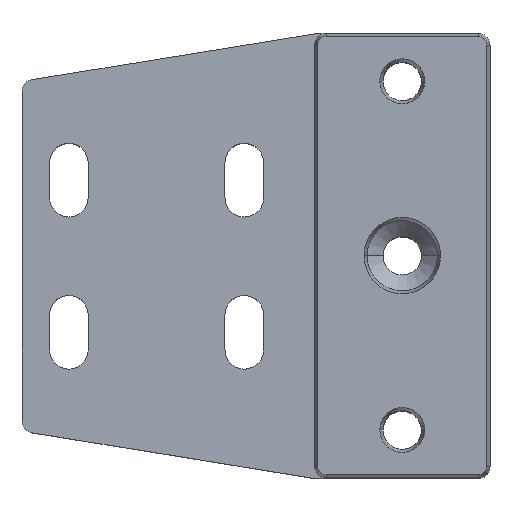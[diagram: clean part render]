
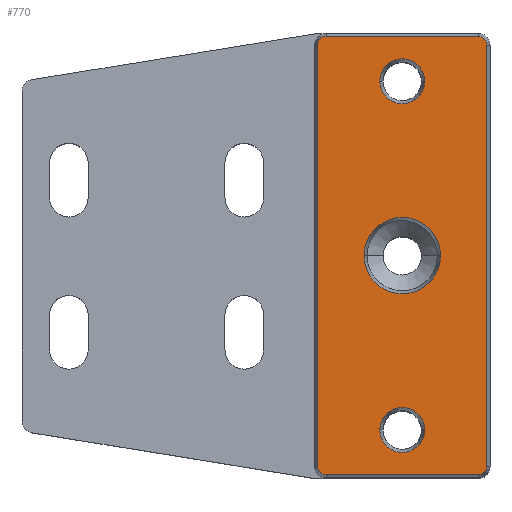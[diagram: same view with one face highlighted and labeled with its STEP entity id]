
A CAD part, top view. The second image highlights one B-rep face of the part: STEP entity #770.
In plain terms, the highlighted planar face has unit normal (0, 0, 1).
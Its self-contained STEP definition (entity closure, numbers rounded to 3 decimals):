
#12 = CARTESIAN_POINT ( 'NONE',  ( 15.665, 15.306, 37.6 ) ) ;
#27 = CIRCLE ( 'NONE', #105, 1.918 ) ;
#33 = DIRECTION ( 'NONE',  ( 1., 0., 0. ) ) ;
#50 = CIRCLE ( 'NONE', #374, 3.268 ) ;
#105 = AXIS2_PLACEMENT_3D ( 'NONE', #974, #5072, #33 ) ;
#159 = CARTESIAN_POINT ( 'NONE',  ( 10.479, 0.406, 37.6 ) ) ;
#247 = EDGE_LOOP ( 'NONE', ( #390, #4111 ) ) ;
#282 = CIRCLE ( 'NONE', #939, 0.732 ) ;
#354 = CARTESIAN_POINT ( 'NONE',  ( 17.015, 0.406, 37.6 ) ) ;
#374 = AXIS2_PLACEMENT_3D ( 'NONE', #3880, #3871, #3847 ) ;
#390 = ORIENTED_EDGE ( 'NONE', *, *, #4315, .T. ) ;
#507 = ORIENTED_EDGE ( 'NONE', *, *, #4994, .T. ) ;
#558 = ORIENTED_EDGE ( 'NONE', *, *, #2966, .T. ) ;
#597 = DIRECTION ( 'NONE',  ( 1., 0., 0. ) ) ;
#601 = CIRCLE ( 'NONE', #4799, 3.268 ) ;
#746 = EDGE_CURVE ( 'NONE', #3822, #4359, #5038, .T. ) ;
#757 = CARTESIAN_POINT ( 'NONE',  ( 11.829, 15.306, 37.6 ) ) ;
#770 = ADVANCED_FACE ( 'NONE', ( #5102, #852, #1879, #778 ), #3665, .T. ) ;
#778 = FACE_OUTER_BOUND ( 'NONE', #1578, .T. ) ;
#849 = VERTEX_POINT ( 'NONE', #757 ) ;
#852 = FACE_BOUND ( 'NONE', #4004, .T. ) ;
#859 = CARTESIAN_POINT ( 'NONE',  ( 20.247, 19.138, 37.6 ) ) ;
#884 = VECTOR ( 'NONE', #4083, 1000. ) ;
#939 = AXIS2_PLACEMENT_3D ( 'NONE', #5171, #4820, #2121 ) ;
#974 = CARTESIAN_POINT ( 'NONE',  ( 13.747, -14.494, 37.6 ) ) ;
#993 = DIRECTION ( 'NONE',  ( 0., 0., -1. ) ) ;
#1079 = DIRECTION ( 'NONE',  ( 1., 0., 0. ) ) ;
#1090 = DIRECTION ( 'NONE',  ( 0., 0., 1. ) ) ;
#1252 = VERTEX_POINT ( 'NONE', #12 ) ;
#1275 = CARTESIAN_POINT ( 'NONE',  ( 6.515, 18.406, 37.6 ) ) ;
#1320 = AXIS2_PLACEMENT_3D ( 'NONE', #3716, #2862, #4917 ) ;
#1323 = CIRCLE ( 'NONE', #3910, 0.732 ) ;
#1390 = VERTEX_POINT ( 'NONE', #4775 ) ;
#1416 = DIRECTION ( 'NONE',  ( 1., 0., 0. ) ) ;
#1430 = DIRECTION ( 'NONE',  ( 0., -1., 0. ) ) ;
#1513 = VERTEX_POINT ( 'NONE', #859 ) ;
#1559 = VERTEX_POINT ( 'NONE', #3849 ) ;
#1578 = EDGE_LOOP ( 'NONE', ( #2609, #4460, #2107, #4828, #2764, #3078, #3757, #2644 ) ) ;
#1671 = ORIENTED_EDGE ( 'NONE', *, *, #2266, .T. ) ;
#1742 = EDGE_CURVE ( 'NONE', #5156, #1559, #2379, .T. ) ;
#1758 = DIRECTION ( 'NONE',  ( -1., 0., 0. ) ) ;
#1879 = FACE_BOUND ( 'NONE', #247, .T. ) ;
#1890 = AXIS2_PLACEMENT_3D ( 'NONE', #4354, #4769, #5183 ) ;
#2071 = VERTEX_POINT ( 'NONE', #354 ) ;
#2107 = ORIENTED_EDGE ( 'NONE', *, *, #2346, .T. ) ;
#2121 = DIRECTION ( 'NONE',  ( 1., 0., 0. ) ) ;
#2180 = DIRECTION ( 'NONE',  ( 1., 0., 0. ) ) ;
#2186 = CIRCLE ( 'NONE', #4303, 0.732 ) ;
#2266 = EDGE_CURVE ( 'NONE', #3618, #4814, #27, .T. ) ;
#2271 = CARTESIAN_POINT ( 'NONE',  ( 7.247, 18.406, 37.6 ) ) ;
#2272 = VECTOR ( 'NONE', #5429, 1000. ) ;
#2277 = DIRECTION ( 'NONE',  ( 0., 0., 1. ) ) ;
#2285 = CARTESIAN_POINT ( 'NONE',  ( 7.247, -17.594, 37.6 ) ) ;
#2346 = EDGE_CURVE ( 'NONE', #1559, #4973, #282, .T. ) ;
#2354 = DIRECTION ( 'NONE',  ( 1., 0., 0. ) ) ;
#2373 = DIRECTION ( 'NONE',  ( 0., 0., -1. ) ) ;
#2379 = LINE ( 'NONE', #2621, #2272 ) ;
#2422 = CARTESIAN_POINT ( 'NONE',  ( 6.515, -17.594, 37.6 ) ) ;
#2428 = CARTESIAN_POINT ( 'NONE',  ( 11.829, -14.494, 37.6 ) ) ;
#2433 = CARTESIAN_POINT ( 'NONE',  ( 13.747, 0.406, 37.6 ) ) ;
#2600 = CIRCLE ( 'NONE', #4400, 1.918 ) ;
#2609 = ORIENTED_EDGE ( 'NONE', *, *, #5378, .T. ) ;
#2621 = CARTESIAN_POINT ( 'NONE',  ( 20.247, -18.326, 37.6 ) ) ;
#2644 = ORIENTED_EDGE ( 'NONE', *, *, #746, .T. ) ;
#2764 = ORIENTED_EDGE ( 'NONE', *, *, #3561, .T. ) ;
#2859 = CIRCLE ( 'NONE', #1890, 1.918 ) ;
#2862 = DIRECTION ( 'NONE',  ( 0., 0., -1. ) ) ;
#2865 = CARTESIAN_POINT ( 'NONE',  ( 13.747, -14.494, 37.6 ) ) ;
#2962 = VECTOR ( 'NONE', #1430, 1000. ) ;
#2966 = EDGE_CURVE ( 'NONE', #4814, #3618, #2600, .T. ) ;
#3063 = CARTESIAN_POINT ( 'NONE',  ( 20.979, 18.406, 37.6 ) ) ;
#3078 = ORIENTED_EDGE ( 'NONE', *, *, #3669, .T. ) ;
#3118 = AXIS2_PLACEMENT_3D ( 'NONE', #2271, #1090, #1079 ) ;
#3141 = ORIENTED_EDGE ( 'NONE', *, *, #4870, .T. ) ;
#3208 = CARTESIAN_POINT ( 'NONE',  ( 20.247, 18.406, 37.6 ) ) ;
#3387 = CIRCLE ( 'NONE', #1320, 1.918 ) ;
#3494 = VERTEX_POINT ( 'NONE', #159 ) ;
#3544 = CIRCLE ( 'NONE', #3118, 0.732 ) ;
#3561 = EDGE_CURVE ( 'NONE', #4528, #1513, #1323, .T. ) ;
#3618 = VERTEX_POINT ( 'NONE', #5482 ) ;
#3661 = LINE ( 'NONE', #4067, #884 ) ;
#3665 = PLANE ( 'NONE',  #4728 ) ;
#3669 = EDGE_CURVE ( 'NONE', #1513, #1390, #4496, .T. ) ;
#3716 = CARTESIAN_POINT ( 'NONE',  ( 13.747, 15.306, 37.6 ) ) ;
#3757 = ORIENTED_EDGE ( 'NONE', *, *, #5002, .T. ) ;
#3822 = VERTEX_POINT ( 'NONE', #1275 ) ;
#3847 = DIRECTION ( 'NONE',  ( 1., 0., 0. ) ) ;
#3849 = CARTESIAN_POINT ( 'NONE',  ( 20.247, -18.326, 37.6 ) ) ;
#3871 = DIRECTION ( 'NONE',  ( 0., 0., -1. ) ) ;
#3880 = CARTESIAN_POINT ( 'NONE',  ( 13.747, 0.406, 37.6 ) ) ;
#3910 = AXIS2_PLACEMENT_3D ( 'NONE', #3208, #5176, #597 ) ;
#3990 = EDGE_LOOP ( 'NONE', ( #507, #3141 ) ) ;
#4004 = EDGE_LOOP ( 'NONE', ( #1671, #558 ) ) ;
#4067 = CARTESIAN_POINT ( 'NONE',  ( 20.979, 18.406, 37.6 ) ) ;
#4083 = DIRECTION ( 'NONE',  ( 0., 1., 0. ) ) ;
#4111 = ORIENTED_EDGE ( 'NONE', *, *, #4198, .T. ) ;
#4165 = CARTESIAN_POINT ( 'NONE',  ( 20.979, -17.594, 37.6 ) ) ;
#4198 = EDGE_CURVE ( 'NONE', #849, #1252, #2859, .T. ) ;
#4269 = DIRECTION ( 'NONE',  ( 0., 0., 1. ) ) ;
#4303 = AXIS2_PLACEMENT_3D ( 'NONE', #2285, #2277, #2180 ) ;
#4315 = EDGE_CURVE ( 'NONE', #1252, #849, #3387, .T. ) ;
#4326 = DIRECTION ( 'NONE',  ( 1., 0., 0. ) ) ;
#4354 = CARTESIAN_POINT ( 'NONE',  ( 13.747, 15.306, 37.6 ) ) ;
#4359 = VERTEX_POINT ( 'NONE', #2422 ) ;
#4400 = AXIS2_PLACEMENT_3D ( 'NONE', #2865, #993, #1416 ) ;
#4457 = CARTESIAN_POINT ( 'NONE',  ( 7.247, -18.326, 37.6 ) ) ;
#4460 = ORIENTED_EDGE ( 'NONE', *, *, #1742, .T. ) ;
#4496 = LINE ( 'NONE', #4949, #5219 ) ;
#4528 = VERTEX_POINT ( 'NONE', #3063 ) ;
#4623 = CARTESIAN_POINT ( 'NONE',  ( 0., 0., 37.6 ) ) ;
#4728 = AXIS2_PLACEMENT_3D ( 'NONE', #4623, #4269, #4326 ) ;
#4769 = DIRECTION ( 'NONE',  ( 0., 0., -1. ) ) ;
#4775 = CARTESIAN_POINT ( 'NONE',  ( 7.247, 19.138, 37.6 ) ) ;
#4799 = AXIS2_PLACEMENT_3D ( 'NONE', #2433, #2373, #2354 ) ;
#4814 = VERTEX_POINT ( 'NONE', #2428 ) ;
#4820 = DIRECTION ( 'NONE',  ( 0., 0., 1. ) ) ;
#4828 = ORIENTED_EDGE ( 'NONE', *, *, #5242, .T. ) ;
#4870 = EDGE_CURVE ( 'NONE', #3494, #2071, #50, .T. ) ;
#4917 = DIRECTION ( 'NONE',  ( 1., 0., 0. ) ) ;
#4949 = CARTESIAN_POINT ( 'NONE',  ( 7.247, 19.138, 37.6 ) ) ;
#4973 = VERTEX_POINT ( 'NONE', #4165 ) ;
#4994 = EDGE_CURVE ( 'NONE', #2071, #3494, #601, .T. ) ;
#5002 = EDGE_CURVE ( 'NONE', #1390, #3822, #3544, .T. ) ;
#5038 = LINE ( 'NONE', #5478, #2962 ) ;
#5072 = DIRECTION ( 'NONE',  ( 0., 0., -1. ) ) ;
#5102 = FACE_BOUND ( 'NONE', #3990, .T. ) ;
#5156 = VERTEX_POINT ( 'NONE', #4457 ) ;
#5171 = CARTESIAN_POINT ( 'NONE',  ( 20.247, -17.594, 37.6 ) ) ;
#5176 = DIRECTION ( 'NONE',  ( 0., 0., 1. ) ) ;
#5183 = DIRECTION ( 'NONE',  ( 1., 0., 0. ) ) ;
#5219 = VECTOR ( 'NONE', #1758, 1000. ) ;
#5242 = EDGE_CURVE ( 'NONE', #4973, #4528, #3661, .T. ) ;
#5378 = EDGE_CURVE ( 'NONE', #4359, #5156, #2186, .T. ) ;
#5429 = DIRECTION ( 'NONE',  ( 1., 0., 0. ) ) ;
#5478 = CARTESIAN_POINT ( 'NONE',  ( 6.515, -17.594, 37.6 ) ) ;
#5482 = CARTESIAN_POINT ( 'NONE',  ( 15.665, -14.494, 37.6 ) ) ;
